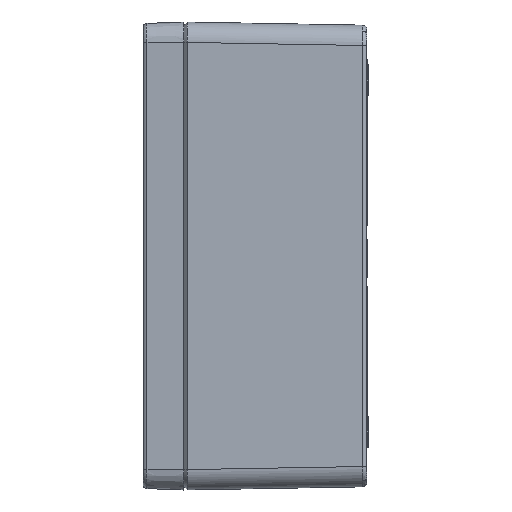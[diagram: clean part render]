
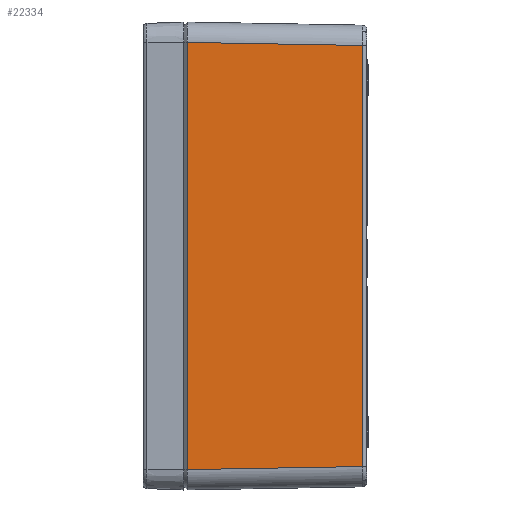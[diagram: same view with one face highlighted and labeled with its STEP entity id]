
A CAD part, left-side view. The second image highlights one B-rep face of the part: STEP entity #22334.
In plain terms, the highlighted planar face has unit normal (-1, -0.018, 0).
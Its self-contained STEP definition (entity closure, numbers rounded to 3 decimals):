
#1546=PLANE('',#24312);
#2710=LINE('',#50358,#4411);
#2711=LINE('',#50382,#4412);
#2712=LINE('',#50383,#4413);
#2713=LINE('',#50384,#4414);
#4411=VECTOR('',#28102,1000.);
#4412=VECTOR('',#28105,1000.);
#4413=VECTOR('',#28106,1000.);
#4414=VECTOR('',#28107,1000.);
#6503=FACE_OUTER_BOUND('',#8144,.T.);
#8144=EDGE_LOOP('',(#18139,#18140,#18141,#18142));
#10398=VERTEX_POINT('',#43421);
#11111=VERTEX_POINT('',#50357);
#11112=VERTEX_POINT('',#50380);
#11113=VERTEX_POINT('',#50381);
#13685=EDGE_CURVE('',#10398,#11111,#2710,.T.);
#13688=EDGE_CURVE('',#11112,#11113,#2711,.T.);
#13689=EDGE_CURVE('',#11113,#10398,#2712,.T.);
#13690=EDGE_CURVE('',#11111,#11112,#2713,.T.);
#18139=ORIENTED_EDGE('',*,*,#13688,.T.);
#18140=ORIENTED_EDGE('',*,*,#13689,.T.);
#18141=ORIENTED_EDGE('',*,*,#13685,.T.);
#18142=ORIENTED_EDGE('',*,*,#13690,.T.);
#22334=ADVANCED_FACE('',(#6503),#1546,.T.);
#24312=AXIS2_PLACEMENT_3D('',#50379,#28103,#28104);
#28102=DIRECTION('',(-0.017,1.,0.017));
#28103=DIRECTION('center_axis',(-1.,-0.017,
0.));
#28104=DIRECTION('ref_axis',(0.017,-1.,0.));
#28105=DIRECTION('',(0.017,-1.,0.017));
#28106=DIRECTION('',(0.,0.,1.));
#28107=DIRECTION('',(0.,0.,-1.));
#43421=CARTESIAN_POINT('',(-198.463,-88.035,103.465));
#50357=CARTESIAN_POINT('',(-199.969,-1.787,104.97));
#50358=CARTESIAN_POINT('',(-199.933,-3.838,104.935));
#50379=CARTESIAN_POINT('Origin',(-200.,0.,-115.));
#50380=CARTESIAN_POINT('',(-199.969,-1.787,-104.97));
#50381=CARTESIAN_POINT('',(-198.463,-88.035,-103.465));
#50382=CARTESIAN_POINT('',(-200.003,0.174,-105.005));
#50383=CARTESIAN_POINT('',(-198.463,-88.035,103.431));
#50384=CARTESIAN_POINT('',(-199.969,-1.787,-115.));
